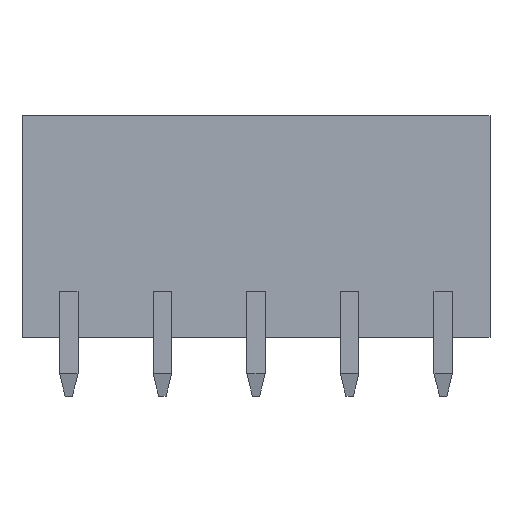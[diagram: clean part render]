
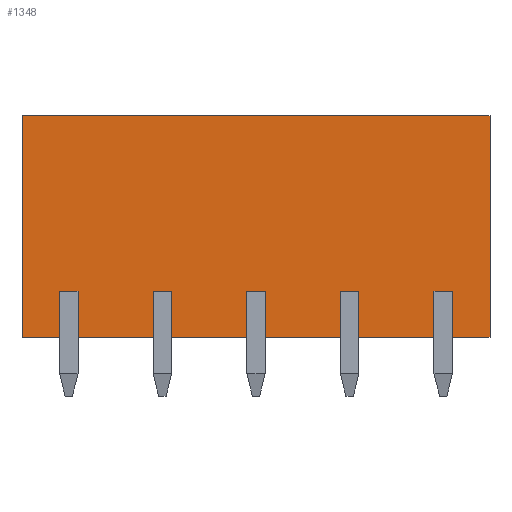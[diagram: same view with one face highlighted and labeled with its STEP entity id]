
A CAD part, front view. The second image highlights one B-rep face of the part: STEP entity #1348.
In plain terms, the highlighted planar face has unit normal (0, -1, 0).
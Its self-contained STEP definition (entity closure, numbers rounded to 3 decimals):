
#1215=AXIS2_PLACEMENT_3D('Plane Axis2P3D',#1212,#1213,#1214) ;
#555=CARTESIAN_POINT('Vertex',(0.,0.,15.2)) ;
#560=CARTESIAN_POINT('Line Origine',(12.7,0.,15.2)) ;
#564=CARTESIAN_POINT('Vertex',(25.4,0.,15.2)) ;
#958=CARTESIAN_POINT('Line Origine',(5.08,0.,3.2)) ;
#962=CARTESIAN_POINT('Vertex',(3.04,0.,3.2)) ;
#964=CARTESIAN_POINT('Vertex',(7.12,0.,3.2)) ;
#993=CARTESIAN_POINT('Line Origine',(10.16,0.,3.2)) ;
#997=CARTESIAN_POINT('Vertex',(8.12,0.,3.2)) ;
#999=CARTESIAN_POINT('Vertex',(12.2,0.,3.2)) ;
#1036=CARTESIAN_POINT('Line Origine',(15.24,0.,3.2)) ;
#1040=CARTESIAN_POINT('Vertex',(13.2,0.,3.2)) ;
#1042=CARTESIAN_POINT('Vertex',(17.28,0.,3.2)) ;
#1079=CARTESIAN_POINT('Line Origine',(20.32,0.,3.2)) ;
#1083=CARTESIAN_POINT('Vertex',(18.28,0.,3.2)) ;
#1085=CARTESIAN_POINT('Vertex',(22.36,0.,3.2)) ;
#1122=CARTESIAN_POINT('Line Origine',(1.02,0.,3.2)) ;
#1126=CARTESIAN_POINT('Vertex',(0.,0.,3.2)) ;
#1128=CARTESIAN_POINT('Vertex',(2.04,0.,3.2)) ;
#1140=CARTESIAN_POINT('Vertex',(25.4,0.,3.2)) ;
#1143=CARTESIAN_POINT('Line Origine',(24.38,0.,3.2)) ;
#1147=CARTESIAN_POINT('Vertex',(23.36,0.,3.2)) ;
#1212=CARTESIAN_POINT('Axis2P3D Location',(0.,0.,15.2)) ;
#1217=CARTESIAN_POINT('Line Origine',(7.12,0.,4.45)) ;
#1221=CARTESIAN_POINT('Vertex',(7.12,0.,5.7)) ;
#1224=CARTESIAN_POINT('Line Origine',(7.62,0.,5.7)) ;
#1228=CARTESIAN_POINT('Vertex',(8.12,0.,5.7)) ;
#1231=CARTESIAN_POINT('Line Origine',(8.12,0.,4.45)) ;
#1236=CARTESIAN_POINT('Line Origine',(12.2,0.,4.45)) ;
#1240=CARTESIAN_POINT('Vertex',(12.2,0.,5.7)) ;
#1243=CARTESIAN_POINT('Line Origine',(12.7,0.,5.7)) ;
#1247=CARTESIAN_POINT('Vertex',(13.2,0.,5.7)) ;
#1250=CARTESIAN_POINT('Line Origine',(13.2,0.,4.45)) ;
#1255=CARTESIAN_POINT('Line Origine',(17.28,0.,4.45)) ;
#1259=CARTESIAN_POINT('Vertex',(17.28,0.,5.7)) ;
#1262=CARTESIAN_POINT('Line Origine',(17.78,0.,5.7)) ;
#1266=CARTESIAN_POINT('Vertex',(18.28,0.,5.7)) ;
#1269=CARTESIAN_POINT('Line Origine',(18.28,0.,4.45)) ;
#1274=CARTESIAN_POINT('Line Origine',(22.36,0.,4.45)) ;
#1278=CARTESIAN_POINT('Vertex',(22.36,0.,5.7)) ;
#1281=CARTESIAN_POINT('Line Origine',(22.86,0.,5.7)) ;
#1285=CARTESIAN_POINT('Vertex',(23.36,0.,5.7)) ;
#1288=CARTESIAN_POINT('Line Origine',(23.36,0.,4.45)) ;
#1293=CARTESIAN_POINT('Line Origine',(25.4,0.,9.2)) ;
#1298=CARTESIAN_POINT('Line Origine',(0.,0.,9.2)) ;
#1303=CARTESIAN_POINT('Line Origine',(2.04,0.,4.45)) ;
#1307=CARTESIAN_POINT('Vertex',(2.04,0.,5.7)) ;
#1310=CARTESIAN_POINT('Line Origine',(2.54,0.,5.7)) ;
#1314=CARTESIAN_POINT('Vertex',(3.04,0.,5.7)) ;
#1317=CARTESIAN_POINT('Line Origine',(3.04,0.,4.45)) ;
#561=DIRECTION('Vector Direction',(1.,0.,0.)) ;
#959=DIRECTION('Vector Direction',(1.,0.,0.)) ;
#994=DIRECTION('Vector Direction',(1.,0.,0.)) ;
#1037=DIRECTION('Vector Direction',(1.,0.,0.)) ;
#1080=DIRECTION('Vector Direction',(1.,0.,0.)) ;
#1123=DIRECTION('Vector Direction',(1.,0.,0.)) ;
#1144=DIRECTION('Vector Direction',(1.,0.,0.)) ;
#1213=DIRECTION('Axis2P3D Direction',(0.,-1.,0.)) ;
#1214=DIRECTION('Axis2P3D XDirection',(-0.,0.,-1.)) ;
#1218=DIRECTION('Vector Direction',(0.,0.,1.)) ;
#1225=DIRECTION('Vector Direction',(-1.,0.,0.)) ;
#1232=DIRECTION('Vector Direction',(0.,0.,1.)) ;
#1237=DIRECTION('Vector Direction',(0.,0.,1.)) ;
#1244=DIRECTION('Vector Direction',(-1.,0.,0.)) ;
#1251=DIRECTION('Vector Direction',(0.,0.,1.)) ;
#1256=DIRECTION('Vector Direction',(0.,0.,1.)) ;
#1263=DIRECTION('Vector Direction',(-1.,0.,0.)) ;
#1270=DIRECTION('Vector Direction',(0.,0.,1.)) ;
#1275=DIRECTION('Vector Direction',(0.,0.,1.)) ;
#1282=DIRECTION('Vector Direction',(-1.,0.,0.)) ;
#1289=DIRECTION('Vector Direction',(0.,0.,1.)) ;
#1294=DIRECTION('Vector Direction',(0.,0.,-1.)) ;
#1299=DIRECTION('Vector Direction',(0.,0.,-1.)) ;
#1304=DIRECTION('Vector Direction',(0.,0.,1.)) ;
#1311=DIRECTION('Vector Direction',(-1.,0.,0.)) ;
#1318=DIRECTION('Vector Direction',(0.,0.,1.)) ;
#562=VECTOR('Line Direction',#561,1.) ;
#960=VECTOR('Line Direction',#959,1.) ;
#995=VECTOR('Line Direction',#994,1.) ;
#1038=VECTOR('Line Direction',#1037,1.) ;
#1081=VECTOR('Line Direction',#1080,1.) ;
#1124=VECTOR('Line Direction',#1123,1.) ;
#1145=VECTOR('Line Direction',#1144,1.) ;
#1219=VECTOR('Line Direction',#1218,1.) ;
#1226=VECTOR('Line Direction',#1225,1.) ;
#1233=VECTOR('Line Direction',#1232,1.) ;
#1238=VECTOR('Line Direction',#1237,1.) ;
#1245=VECTOR('Line Direction',#1244,1.) ;
#1252=VECTOR('Line Direction',#1251,1.) ;
#1257=VECTOR('Line Direction',#1256,1.) ;
#1264=VECTOR('Line Direction',#1263,1.) ;
#1271=VECTOR('Line Direction',#1270,1.) ;
#1276=VECTOR('Line Direction',#1275,1.) ;
#1283=VECTOR('Line Direction',#1282,1.) ;
#1290=VECTOR('Line Direction',#1289,1.) ;
#1295=VECTOR('Line Direction',#1294,1.) ;
#1300=VECTOR('Line Direction',#1299,1.) ;
#1305=VECTOR('Line Direction',#1304,1.) ;
#1312=VECTOR('Line Direction',#1311,1.) ;
#1319=VECTOR('Line Direction',#1318,1.) ;
#1323=ORIENTED_EDGE('',*,*,#966,.T.) ;
#1324=ORIENTED_EDGE('',*,*,#1223,.T.) ;
#1325=ORIENTED_EDGE('',*,*,#1230,.F.) ;
#1326=ORIENTED_EDGE('',*,*,#1235,.F.) ;
#1327=ORIENTED_EDGE('',*,*,#1001,.T.) ;
#1328=ORIENTED_EDGE('',*,*,#1242,.T.) ;
#1329=ORIENTED_EDGE('',*,*,#1249,.F.) ;
#1330=ORIENTED_EDGE('',*,*,#1254,.F.) ;
#1331=ORIENTED_EDGE('',*,*,#1044,.T.) ;
#1332=ORIENTED_EDGE('',*,*,#1261,.T.) ;
#1333=ORIENTED_EDGE('',*,*,#1268,.F.) ;
#1334=ORIENTED_EDGE('',*,*,#1273,.F.) ;
#1335=ORIENTED_EDGE('',*,*,#1087,.T.) ;
#1336=ORIENTED_EDGE('',*,*,#1280,.T.) ;
#1337=ORIENTED_EDGE('',*,*,#1287,.T.) ;
#1338=ORIENTED_EDGE('',*,*,#1292,.F.) ;
#1339=ORIENTED_EDGE('',*,*,#1149,.T.) ;
#1340=ORIENTED_EDGE('',*,*,#1297,.T.) ;
#1341=ORIENTED_EDGE('',*,*,#566,.F.) ;
#1342=ORIENTED_EDGE('',*,*,#1302,.F.) ;
#1343=ORIENTED_EDGE('',*,*,#1130,.T.) ;
#1344=ORIENTED_EDGE('',*,*,#1309,.T.) ;
#1345=ORIENTED_EDGE('',*,*,#1316,.F.) ;
#1346=ORIENTED_EDGE('',*,*,#1321,.F.) ;
#1348=ADVANCED_FACE('HOUSING',(#1347),#1216,.T.) ;
#566=EDGE_CURVE('',#556,#565,#563,.T.) ;
#966=EDGE_CURVE('',#963,#965,#961,.T.) ;
#1001=EDGE_CURVE('',#998,#1000,#996,.T.) ;
#1044=EDGE_CURVE('',#1041,#1043,#1039,.T.) ;
#1087=EDGE_CURVE('',#1084,#1086,#1082,.T.) ;
#1130=EDGE_CURVE('',#1127,#1129,#1125,.T.) ;
#1149=EDGE_CURVE('',#1148,#1141,#1146,.T.) ;
#1223=EDGE_CURVE('',#965,#1222,#1220,.T.) ;
#1230=EDGE_CURVE('',#1229,#1222,#1227,.T.) ;
#1235=EDGE_CURVE('',#998,#1229,#1234,.T.) ;
#1242=EDGE_CURVE('',#1000,#1241,#1239,.T.) ;
#1249=EDGE_CURVE('',#1248,#1241,#1246,.T.) ;
#1254=EDGE_CURVE('',#1041,#1248,#1253,.T.) ;
#1261=EDGE_CURVE('',#1043,#1260,#1258,.T.) ;
#1268=EDGE_CURVE('',#1267,#1260,#1265,.T.) ;
#1273=EDGE_CURVE('',#1084,#1267,#1272,.T.) ;
#1280=EDGE_CURVE('',#1086,#1279,#1277,.T.) ;
#1287=EDGE_CURVE('',#1279,#1286,#1284,.F.) ;
#1292=EDGE_CURVE('',#1148,#1286,#1291,.T.) ;
#1297=EDGE_CURVE('',#1141,#565,#1296,.F.) ;
#1302=EDGE_CURVE('',#1127,#556,#1301,.F.) ;
#1309=EDGE_CURVE('',#1129,#1308,#1306,.T.) ;
#1316=EDGE_CURVE('',#1315,#1308,#1313,.T.) ;
#1321=EDGE_CURVE('',#963,#1315,#1320,.T.) ;
#1322=EDGE_LOOP('',(#1323,#1324,#1325,#1326,#1327,#1328,#1329,#1330,#1331,#1332,#1333,#1334,#1335,#1336,#1337,#1338,#1339,#1340,#1341,#1342,#1343,#1344,#1345,#1346)) ;
#1347=FACE_OUTER_BOUND('',#1322,.T.) ;
#563=LINE('Line',#560,#562) ;
#961=LINE('Line',#958,#960) ;
#996=LINE('Line',#993,#995) ;
#1039=LINE('Line',#1036,#1038) ;
#1082=LINE('Line',#1079,#1081) ;
#1125=LINE('Line',#1122,#1124) ;
#1146=LINE('Line',#1143,#1145) ;
#1220=LINE('Line',#1217,#1219) ;
#1227=LINE('Line',#1224,#1226) ;
#1234=LINE('Line',#1231,#1233) ;
#1239=LINE('Line',#1236,#1238) ;
#1246=LINE('Line',#1243,#1245) ;
#1253=LINE('Line',#1250,#1252) ;
#1258=LINE('Line',#1255,#1257) ;
#1265=LINE('Line',#1262,#1264) ;
#1272=LINE('Line',#1269,#1271) ;
#1277=LINE('Line',#1274,#1276) ;
#1284=LINE('Line',#1281,#1283) ;
#1291=LINE('Line',#1288,#1290) ;
#1296=LINE('Line',#1293,#1295) ;
#1301=LINE('Line',#1298,#1300) ;
#1306=LINE('Line',#1303,#1305) ;
#1313=LINE('Line',#1310,#1312) ;
#1320=LINE('Line',#1317,#1319) ;
#1216=PLANE('',#1215) ;
#556=VERTEX_POINT('',#555) ;
#565=VERTEX_POINT('',#564) ;
#963=VERTEX_POINT('',#962) ;
#965=VERTEX_POINT('',#964) ;
#998=VERTEX_POINT('',#997) ;
#1000=VERTEX_POINT('',#999) ;
#1041=VERTEX_POINT('',#1040) ;
#1043=VERTEX_POINT('',#1042) ;
#1084=VERTEX_POINT('',#1083) ;
#1086=VERTEX_POINT('',#1085) ;
#1127=VERTEX_POINT('',#1126) ;
#1129=VERTEX_POINT('',#1128) ;
#1141=VERTEX_POINT('',#1140) ;
#1148=VERTEX_POINT('',#1147) ;
#1222=VERTEX_POINT('',#1221) ;
#1229=VERTEX_POINT('',#1228) ;
#1241=VERTEX_POINT('',#1240) ;
#1248=VERTEX_POINT('',#1247) ;
#1260=VERTEX_POINT('',#1259) ;
#1267=VERTEX_POINT('',#1266) ;
#1279=VERTEX_POINT('',#1278) ;
#1286=VERTEX_POINT('',#1285) ;
#1308=VERTEX_POINT('',#1307) ;
#1315=VERTEX_POINT('',#1314) ;
